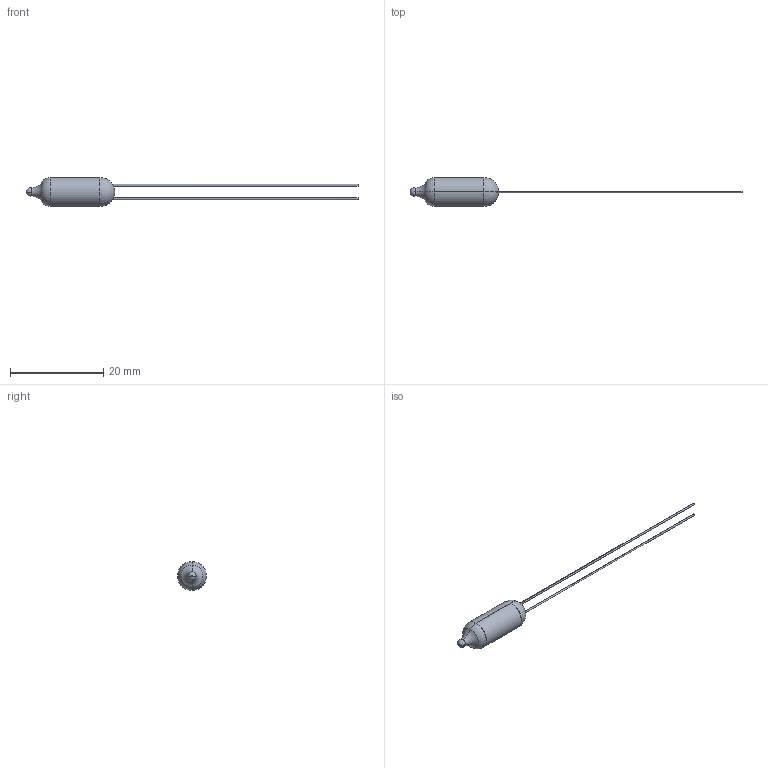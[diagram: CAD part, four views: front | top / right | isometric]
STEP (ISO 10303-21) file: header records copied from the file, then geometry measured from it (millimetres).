
FILE_DESCRIPTION (( 'STEP AP203' ), '1' );
FILE_NAME ('C2A.STEP', '2017-03-06T23:25:58', ( '' ), ( '' ), 'SwSTEP 2.0', 'SolidWorks 2016', '' );
FILE_SCHEMA (( 'CONFIG_CONTROL_DESIGN' ));
Length unit declared in the file: inch
Products named in the file (1): C2A
Bounding box: 71.37 x 6.22 x 6.22 mm (x, y, z)
Volume: 38.7 mm3; surface area: 876.7 mm2
Topology: 1 solids, 2 shells, 42 faces, 106 edges, 60 vertices
Faces by surface type: cylinder 16, torus 16, plane 6, sphere 4
Entity records: 1289 total; most frequent: CARTESIAN_POINT 259, DIRECTION 234, ORIENTED_EDGE 180, AXIS2_PLACEMENT_3D 109, EDGE_CURVE 90, CIRCLE 66, VERTEX_POINT 54, EDGE_LOOP 44
